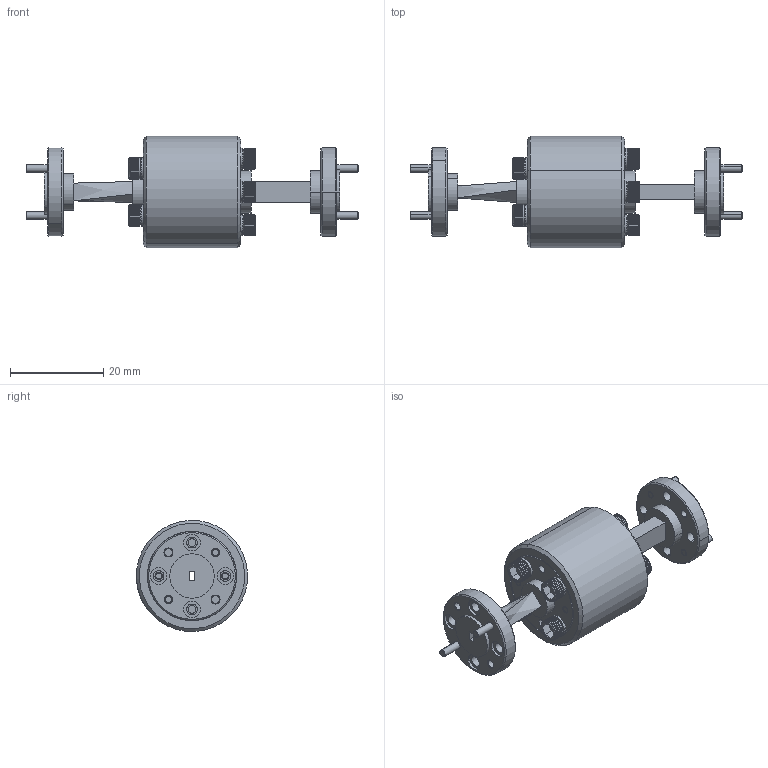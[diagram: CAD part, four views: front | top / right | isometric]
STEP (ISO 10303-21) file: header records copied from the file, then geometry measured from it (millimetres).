
FILE_DESCRIPTION (( 'STEP AP203' ), '1' );
FILE_NAME ('DMTF-08-101-1, df.STEP', '2017-07-20T22:50:39', ( '' ), ( '' ), 'SwSTEP 2.0', 'SolidWorks 2013', '' );
FILE_SCHEMA (( 'CONFIG_CONTROL_DESIGN' ));
Length unit declared in the file: inch
Products named in the file (1): DMTF-08-101-1, df
Bounding box: 71.2 x 23.84 x 23.84 mm (x, y, z)
Surface area: 7526.9 mm2 (no closed solid volume)
Topology: 0 solids, 26 shells, 983 faces, 3830 edges, 2533 vertices
Faces by surface type: plane 490, cylinder 401, cone 72, torus 16, bspline 4
Entity records: 41385 total; most frequent: CARTESIAN_POINT 12577, ORIENTED_EDGE 6046, DIRECTION 5135, EDGE_CURVE 3828, VERTEX_POINT 2533, AXIS2_PLACEMENT_3D 1843, B_SPLINE_CURVE_WITH_KNOTS 1460, LINE 1449
